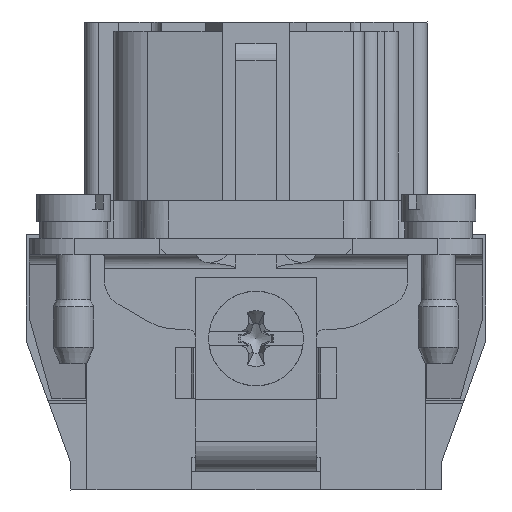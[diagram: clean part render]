
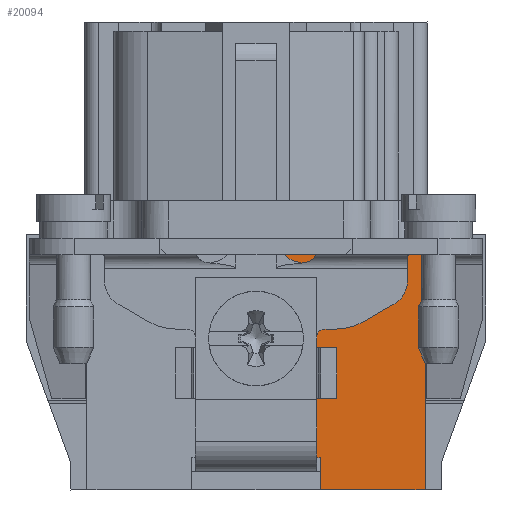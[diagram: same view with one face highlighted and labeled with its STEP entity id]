
A CAD part, left-side view. The second image highlights one B-rep face of the part: STEP entity #20094.
In plain terms, the highlighted planar face has unit normal (-1, 0, 0).
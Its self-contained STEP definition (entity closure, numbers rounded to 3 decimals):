
#17284=PLANE('',#68927);
#20094=ADVANCED_FACE('',(#23038),#17284,.T.);
#23038=FACE_OUTER_BOUND('',#25576,.T.);
#25576=EDGE_LOOP('',(#38048,#38049,#38050,#38051,#38052,#38053,#38054,#38055,
#38056,#38057,#38058,#38059,#38060,#38061,#38062,#38063,#38064,#38065,#38066));
#28579=LINE('',#84839,#32773);
#28855=LINE('',#87958,#33049);
#28856=LINE('',#87961,#33050);
#28857=LINE('',#87963,#33051);
#28858=LINE('',#87965,#33052);
#28859=LINE('',#87967,#33053);
#28860=LINE('',#87968,#33054);
#28861=LINE('',#87970,#33055);
#28862=LINE('',#87972,#33056);
#28863=LINE('',#87974,#33057);
#28864=LINE('',#87981,#33058);
#28865=LINE('',#87983,#33059);
#28866=LINE('',#87985,#33060);
#28867=LINE('',#87989,#33061);
#28868=LINE('',#87993,#33062);
#32773=VECTOR('',#72259,1.);
#33049=VECTOR('',#73081,1.);
#33050=VECTOR('',#73082,1.);
#33051=VECTOR('',#73083,1.);
#33052=VECTOR('',#73084,1.);
#33053=VECTOR('',#73085,1.);
#33054=VECTOR('',#73086,1.);
#33055=VECTOR('',#73087,1.);
#33056=VECTOR('',#73088,1.);
#33057=VECTOR('',#73089,1.);
#33058=VECTOR('',#73090,1.);
#33059=VECTOR('',#73091,1.);
#33060=VECTOR('',#73092,1.);
#33061=VECTOR('',#73095,1.);
#33062=VECTOR('',#73098,1.);
#38048=ORIENTED_EDGE('',*,*,#57067,.F.);
#38049=ORIENTED_EDGE('',*,*,#57068,.T.);
#38050=ORIENTED_EDGE('',*,*,#57069,.F.);
#38051=ORIENTED_EDGE('',*,*,#57070,.T.);
#38052=ORIENTED_EDGE('',*,*,#57071,.T.);
#38053=ORIENTED_EDGE('',*,*,#56291,.F.);
#38054=ORIENTED_EDGE('',*,*,#57072,.T.);
#38055=ORIENTED_EDGE('',*,*,#57073,.T.);
#38056=ORIENTED_EDGE('',*,*,#57074,.T.);
#38057=ORIENTED_EDGE('',*,*,#57075,.T.);
#38058=ORIENTED_EDGE('',*,*,#57076,.T.);
#38059=ORIENTED_EDGE('',*,*,#57077,.T.);
#38060=ORIENTED_EDGE('',*,*,#57078,.T.);
#38061=ORIENTED_EDGE('',*,*,#57079,.T.);
#38062=ORIENTED_EDGE('',*,*,#57080,.T.);
#38063=ORIENTED_EDGE('',*,*,#57081,.T.);
#38064=ORIENTED_EDGE('',*,*,#57082,.T.);
#38065=ORIENTED_EDGE('',*,*,#57083,.T.);
#38066=ORIENTED_EDGE('',*,*,#57084,.T.);
#51521=VERTEX_POINT('',#84838);
#51522=VERTEX_POINT('',#84840);
#52242=VERTEX_POINT('',#87959);
#52243=VERTEX_POINT('',#87960);
#52244=VERTEX_POINT('',#87962);
#52245=VERTEX_POINT('',#87964);
#52246=VERTEX_POINT('',#87966);
#52247=VERTEX_POINT('',#87969);
#52248=VERTEX_POINT('',#87971);
#52249=VERTEX_POINT('',#87973);
#52250=VERTEX_POINT('',#87975);
#52251=VERTEX_POINT('',#87980);
#52252=VERTEX_POINT('',#87982);
#52253=VERTEX_POINT('',#87984);
#52254=VERTEX_POINT('',#87986);
#52255=VERTEX_POINT('',#87988);
#52256=VERTEX_POINT('',#87990);
#52257=VERTEX_POINT('',#87992);
#52258=VERTEX_POINT('',#87994);
#56291=EDGE_CURVE('',#51521,#51522,#28579,.T.);
#57067=EDGE_CURVE('',#52242,#52243,#28855,.T.);
#57068=EDGE_CURVE('',#52242,#52244,#28856,.T.);
#57069=EDGE_CURVE('',#52245,#52244,#28857,.T.);
#57070=EDGE_CURVE('',#52245,#52246,#28858,.T.);
#57071=EDGE_CURVE('',#52246,#51522,#28859,.T.);
#57072=EDGE_CURVE('',#51521,#52247,#28860,.T.);
#57073=EDGE_CURVE('',#52247,#52248,#28861,.T.);
#57074=EDGE_CURVE('',#52248,#52249,#28862,.T.);
#57075=EDGE_CURVE('',#52249,#52250,#28863,.T.);
#57076=EDGE_CURVE('',#52250,#52251,#64744,.T.);
#57077=EDGE_CURVE('',#52251,#52252,#28864,.T.);
#57078=EDGE_CURVE('',#52252,#52253,#28865,.T.);
#57079=EDGE_CURVE('',#52253,#52254,#28866,.T.);
#57080=EDGE_CURVE('',#52254,#52255,#63371,.T.);
#57081=EDGE_CURVE('',#52255,#52256,#28867,.T.);
#57082=EDGE_CURVE('',#52256,#52257,#63372,.T.);
#57083=EDGE_CURVE('',#52257,#52258,#28868,.T.);
#57084=EDGE_CURVE('',#52258,#52243,#63373,.T.);
#63371=CIRCLE('',#68924,2.);
#63372=CIRCLE('',#68925,4.);
#63373=CIRCLE('',#68926,0.6);
#64744=B_SPLINE_CURVE_WITH_KNOTS('',3,(#87976,#87977,#87978,#87979),
 .UNSPECIFIED.,.F.,.F.,(4,4),(0.,1.),.UNSPECIFIED.);
#68924=AXIS2_PLACEMENT_3D('',#87987,#73093,#73094);
#68925=AXIS2_PLACEMENT_3D('',#87991,#73096,#73097);
#68926=AXIS2_PLACEMENT_3D('',#87995,#73099,#73100);
#68927=AXIS2_PLACEMENT_3D('',#87996,#73101,#73102);
#72259=DIRECTION('',(0.,1.,0.));
#73081=DIRECTION('',(0.,0.,1.));
#73082=DIRECTION('',(0.,0.,-1.));
#73083=DIRECTION('',(0.,0.,1.));
#73084=DIRECTION('',(0.,-1.,0.));
#73085=DIRECTION('',(0.,0.,-1.));
#73086=DIRECTION('',(0.,0.,1.));
#73087=DIRECTION('',(0.,1.,0.));
#73088=DIRECTION('',(0.,0.,-1.));
#73089=DIRECTION('',(0.,1.,0.));
#73090=DIRECTION('',(0.,0.,-1.));
#73091=DIRECTION('',(0.,-1.,0.));
#73092=DIRECTION('',(0.,0.,-1.));
#73093=DIRECTION('',(1.,0.,0.));
#73094=DIRECTION('',(0.,-1.,0.));
#73095=DIRECTION('',(0.,0.866,-0.5));
#73096=DIRECTION('',(1.,0.,0.));
#73097=DIRECTION('',(0.,-0.5,-0.866));
#73098=DIRECTION('',(0.,1.,0.));
#73099=DIRECTION('',(-1.,0.,0.));
#73100=DIRECTION('',(0.,0.,1.));
#73101=DIRECTION('',(-1.,0.,0.));
#73102=DIRECTION('',(0.,0.,1.));
#84838=CARTESIAN_POINT('',(-44.9,-12.5,-17.4));
#84839=CARTESIAN_POINT('',(-44.9,-11.7,-17.4));
#84840=CARTESIAN_POINT('',(-44.9,-4.75,-17.4));
#87958=CARTESIAN_POINT('',(-44.9,-4.5,-6.1));
#87959=CARTESIAN_POINT('',(-44.9,-4.503,-6.9));
#87960=CARTESIAN_POINT('',(-44.9,-4.5,-6.1));
#87961=CARTESIAN_POINT('',(-44.9,-4.504,-6.9));
#87962=CARTESIAN_POINT('',(-44.9,-4.502,-10.6));
#87963=CARTESIAN_POINT('',(-44.9,-4.5,-17.96));
#87964=CARTESIAN_POINT('',(-44.9,-4.5,-15.));
#87965=CARTESIAN_POINT('',(-44.9,4.75,-15.));
#87966=CARTESIAN_POINT('',(-44.9,-4.75,-15.));
#87967=CARTESIAN_POINT('',(-44.9,-4.75,-2.));
#87968=CARTESIAN_POINT('',(-44.9,-12.5,-16.6));
#87969=CARTESIAN_POINT('',(-44.9,-12.5,1.2));
#87970=CARTESIAN_POINT('',(-44.9,-12.5,1.2));
#87971=CARTESIAN_POINT('',(-44.9,-4.3,1.2));
#87972=CARTESIAN_POINT('',(-44.9,-4.3,1.2));
#87973=CARTESIAN_POINT('',(-44.9,-4.3,0.));
#87974=CARTESIAN_POINT('',(-44.9,2.5,0.));
#87975=CARTESIAN_POINT('',(-44.907,-2.074,0.));
#87976=CARTESIAN_POINT('',(-44.9,-2.074,0.));
#87977=CARTESIAN_POINT('',(-44.9,-1.883,0.));
#87978=CARTESIAN_POINT('',(-44.9,-1.691,0.));
#87979=CARTESIAN_POINT('',(-44.9,-1.5,0.));
#87980=CARTESIAN_POINT('',(-44.9,-1.5,0.));
#87981=CARTESIAN_POINT('',(-44.9,-1.5,1.4));
#87982=CARTESIAN_POINT('',(-44.9,-1.5,-1.));
#87983=CARTESIAN_POINT('',(-44.9,-1.5,-1.));
#87984=CARTESIAN_POINT('',(-44.9,-11.2,-1.));
#87985=CARTESIAN_POINT('',(-44.9,-11.2,-1.));
#87986=CARTESIAN_POINT('',(-44.9,-11.2,-1.92));
#87987=CARTESIAN_POINT('',(-44.9,-9.2,-1.92));
#87988=CARTESIAN_POINT('',(-44.9,-10.2,-3.652));
#87989=CARTESIAN_POINT('',(-44.9,-10.2,-3.652));
#87990=CARTESIAN_POINT('',(-44.9,-7.928,-4.964));
#87991=CARTESIAN_POINT('',(-44.9,-5.928,-1.5));
#87992=CARTESIAN_POINT('',(-44.9,-5.928,-5.5));
#87993=CARTESIAN_POINT('',(-44.9,-5.928,-5.5));
#87994=CARTESIAN_POINT('',(-44.9,-5.1,-5.5));
#87995=CARTESIAN_POINT('',(-44.9,-5.1,-6.1));
#87996=CARTESIAN_POINT('',(-44.9,-13.5,-17.96));
